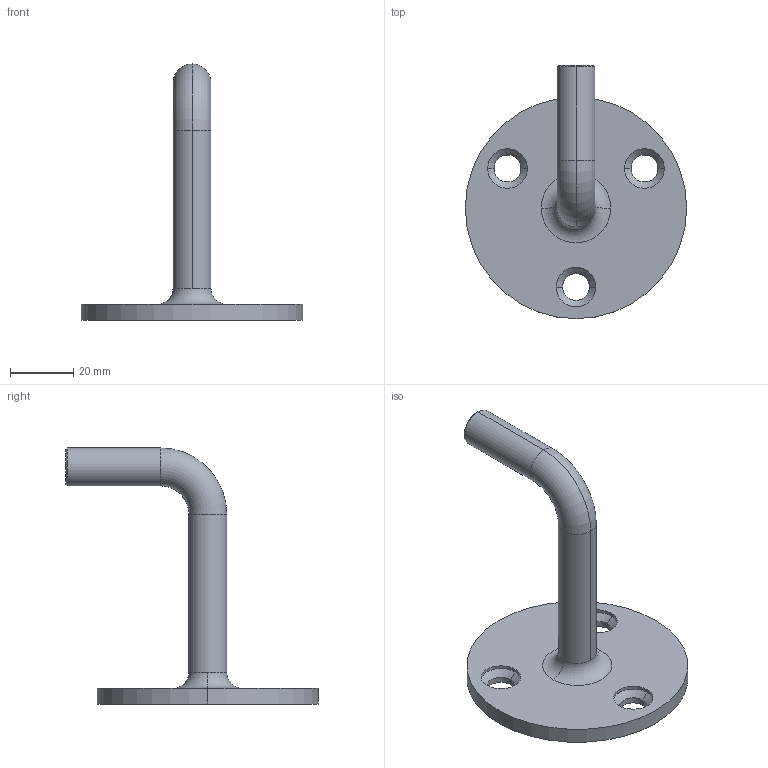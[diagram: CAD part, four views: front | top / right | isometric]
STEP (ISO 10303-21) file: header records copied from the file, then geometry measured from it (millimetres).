
FILE_DESCRIPTION (( 'STEP AP203' ), '1' );
FILE_NAME ('50368-240.STEP', '2020-09-01T14:44:38', ( '' ), ( '' ), 'SwSTEP 2.0', 'SolidWorks 2018', '' );
FILE_SCHEMA (( 'CONFIG_CONTROL_DESIGN' ));
Length unit declared in the file: millimetre
Products named in the file (2): 50368-240
Bounding box: 70 x 80 x 81 mm (x, y, z)
Volume: 28461.1 mm3; surface area: 12967.7 mm2
Topology: 1 solids, 1 shells, 290 faces, 762 edges, 502 vertices
Faces by surface type: plane 125, bspline 120, cylinder 29, cone 12, torus 4
Entity records: 15699 total; most frequent: CARTESIAN_POINT 9145, ORIENTED_EDGE 1524, DIRECTION 934, EDGE_CURVE 762, VERTEX_POINT 502, VECTOR 440, LINE 440, EDGE_LOOP 324
